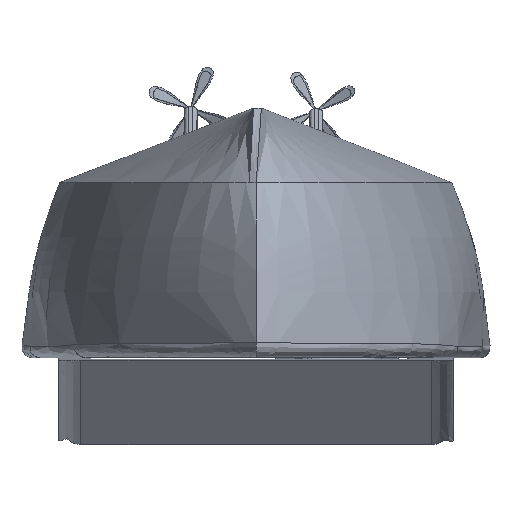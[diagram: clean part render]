
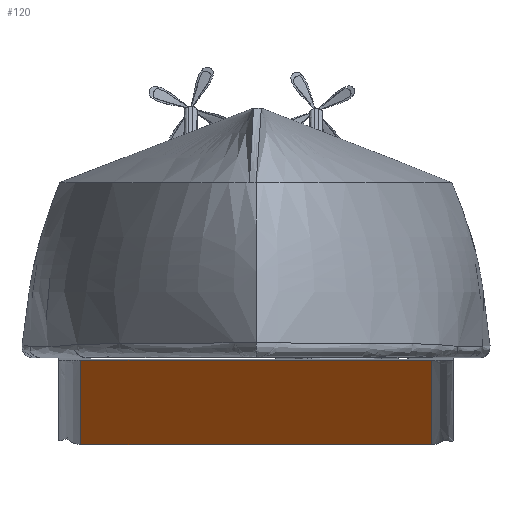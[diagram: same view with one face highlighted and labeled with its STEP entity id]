
A CAD part, left-side view. The second image highlights one B-rep face of the part: STEP entity #120.
In plain terms, the highlighted free-form (B-spline) face has degree [5, 1] with [15, 2] control points.
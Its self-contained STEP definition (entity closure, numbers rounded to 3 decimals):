
#21 = EDGE_CURVE('',#22,#24,#26,.T.);
#22 = VERTEX_POINT('',#23);
#23 = CARTESIAN_POINT('',(-1.043,44.315,
    -21.911));
#24 = VERTEX_POINT('',#25);
#25 = CARTESIAN_POINT('',(-56.149,44.315,
    -0.58));
#26 = B_SPLINE_CURVE_WITH_KNOTS('',3,(#27,#28,#29,#30,#31,#32),
  .UNSPECIFIED.,.F.,.F.,(4,2,4),(0.,0.,5.323),
  .UNSPECIFIED.);
#27 = CARTESIAN_POINT('',(-1.043,44.315,-21.911)
  );
#28 = CARTESIAN_POINT('',(-1.044,44.315,
    -21.91));
#29 = CARTESIAN_POINT('',(-1.046,44.315,
    -21.91));
#30 = CARTESIAN_POINT('',(-19.47,44.315,
    -14.99));
#31 = CARTESIAN_POINT('',(-37.861,44.315,
    -7.915));
#32 = CARTESIAN_POINT('',(-56.149,44.315,
    -0.58));
#120 = ADVANCED_FACE('',(#121),#147,.T.);
#121 = FACE_BOUND('',#122,.T.);
#122 = EDGE_LOOP('',(#123,#124,#131,#142));
#123 = ORIENTED_EDGE('',*,*,#21,.F.);
#124 = ORIENTED_EDGE('',*,*,#125,.F.);
#125 = EDGE_CURVE('',#126,#22,#128,.T.);
#126 = VERTEX_POINT('',#127);
#127 = CARTESIAN_POINT('',(-1.043,-44.315,
    -21.911));
#128 = B_SPLINE_CURVE_WITH_KNOTS('',1,(#129,#130),.UNSPECIFIED.,.F.,.F.,
  (2,2),(-40.,40.),.PIECEWISE_BEZIER_KNOTS.);
#129 = CARTESIAN_POINT('',(-1.043,-44.315,
    -21.911));
#130 = CARTESIAN_POINT('',(-1.043,44.315,
    -21.911));
#131 = ORIENTED_EDGE('',*,*,#132,.F.);
#132 = EDGE_CURVE('',#133,#126,#135,.T.);
#133 = VERTEX_POINT('',#134);
#134 = CARTESIAN_POINT('',(-56.149,-44.315,
    -0.58));
#135 = B_SPLINE_CURVE_WITH_KNOTS('',3,(#136,#137,#138,#139,#140,#141),
  .UNSPECIFIED.,.F.,.F.,(4,2,4),(0.,5.323,5.323),
  .UNSPECIFIED.);
#136 = CARTESIAN_POINT('',(-56.149,-44.315,
    -0.58));
#137 = CARTESIAN_POINT('',(-37.861,-44.315,
    -7.915));
#138 = CARTESIAN_POINT('',(-19.47,-44.315,
    -14.99));
#139 = CARTESIAN_POINT('',(-1.046,-44.315,
    -21.91));
#140 = CARTESIAN_POINT('',(-1.044,-44.315,
    -21.91));
#141 = CARTESIAN_POINT('',(-1.043,-44.315,-21.911
    ));
#142 = ORIENTED_EDGE('',*,*,#143,.T.);
#143 = EDGE_CURVE('',#133,#24,#144,.T.);
#144 = B_SPLINE_CURVE_WITH_KNOTS('',1,(#145,#146),.UNSPECIFIED.,.F.,.F.,
  (2,2),(-40.,40.),.PIECEWISE_BEZIER_KNOTS.);
#145 = CARTESIAN_POINT('',(-56.149,-44.315,
    -0.58));
#146 = CARTESIAN_POINT('',(-56.149,44.315,
    -0.58));
#147 = B_SPLINE_SURFACE_WITH_KNOTS('',5,1,(
    (#148,#149)
    ,(#150,#151)
    ,(#152,#153)
    ,(#154,#155)
    ,(#156,#157)
    ,(#158,#159)
    ,(#160,#161)
    ,(#162,#163)
    ,(#164,#165)
    ,(#166,#167)
    ,(#168,#169)
    ,(#170,#171)
    ,(#172,#173)
    ,(#174,#175)
    ,(#176,#177
    )),.UNSPECIFIED.,.F.,.F.,.F.,(6,1,1,1,1,1,1,1,1,1,6),(2,2),(-1.,-0.9
    ,-0.8,-0.7,-0.6,-0.5,-0.4,-0.3,-0.2,-0.1,0.),(-4.5,4.5),
  .UNSPECIFIED.);
#148 = CARTESIAN_POINT('',(-1.043,-49.854,
    -21.911));
#149 = CARTESIAN_POINT('',(-1.043,49.854,
    -21.911));
#150 = CARTESIAN_POINT('',(-2.237,-49.854,
    -21.462));
#151 = CARTESIAN_POINT('',(-2.237,49.854,
    -21.462));
#152 = CARTESIAN_POINT('',(-4.618,-49.854,
    -20.567));
#153 = CARTESIAN_POINT('',(-4.618,49.854,
    -20.567));
#154 = CARTESIAN_POINT('',(-8.165,-49.854,
    -19.23));
#155 = CARTESIAN_POINT('',(-8.165,49.854,
    -19.23));
#156 = CARTESIAN_POINT('',(-12.846,-49.854,
    -17.459));
#157 = CARTESIAN_POINT('',(-12.846,49.854,
    -17.459));
#158 = CARTESIAN_POINT('',(-18.612,-49.854,
    -15.265));
#159 = CARTESIAN_POINT('',(-18.612,49.854,
    -15.265));
#160 = CARTESIAN_POINT('',(-24.284,-49.854,
    -13.093));
#161 = CARTESIAN_POINT('',(-24.284,49.854,
    -13.093));
#162 = CARTESIAN_POINT('',(-29.853,-49.854,
    -10.946));
#163 = CARTESIAN_POINT('',(-29.853,49.854,
    -10.946));
#164 = CARTESIAN_POINT('',(-35.314,-49.854,
    -8.825));
#165 = CARTESIAN_POINT('',(-35.314,49.854,
    -8.825));
#166 = CARTESIAN_POINT('',(-40.669,-49.854,
    -6.729));
#167 = CARTESIAN_POINT('',(-40.669,49.854,
    -6.729));
#168 = CARTESIAN_POINT('',(-45.925,-49.854,
    -4.656));
#169 = CARTESIAN_POINT('',(-45.925,49.854,
    -4.656));
#170 = CARTESIAN_POINT('',(-50.057,-49.854,
    -3.016));
#171 = CARTESIAN_POINT('',(-50.057,49.854,
    -3.016));
#172 = CARTESIAN_POINT('',(-53.118,-49.854,
    -1.794));
#173 = CARTESIAN_POINT('',(-53.118,49.854,
    -1.794));
#174 = CARTESIAN_POINT('',(-55.141,-49.854,
    -0.984));
#175 = CARTESIAN_POINT('',(-55.141,49.854,
    -0.984));
#176 = CARTESIAN_POINT('',(-56.149,-49.854,
    -0.58));
#177 = CARTESIAN_POINT('',(-56.149,49.854,
    -0.58));
